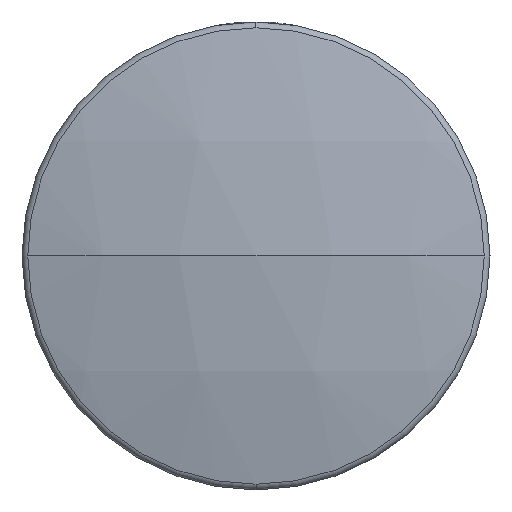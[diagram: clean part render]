
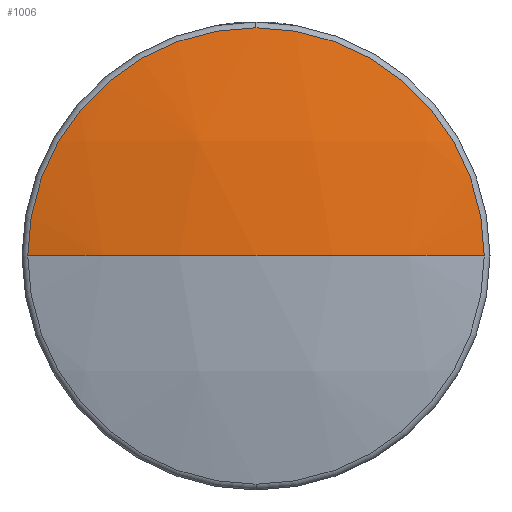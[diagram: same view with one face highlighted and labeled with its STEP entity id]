
A CAD part, left-side view. The second image highlights one B-rep face of the part: STEP entity #1006.
In plain terms, the highlighted spherical face has radius 105.667 mm.
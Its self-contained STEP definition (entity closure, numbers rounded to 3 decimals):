
#77 = DIRECTION ( 'NONE',  ( 0., 1., 0. ) ) ;
#86 = DIRECTION ( 'NONE',  ( 0., 0., -1. ) ) ;
#123 = ORIENTED_EDGE ( 'NONE', *, *, #2048, .T. ) ;
#134 = CARTESIAN_POINT ( 'NONE',  ( 105.667, 0., 0. ) ) ;
#405 = CARTESIAN_POINT ( 'NONE',  ( 2.852, 24.385, 0. ) ) ;
#408 = EDGE_CURVE ( 'NONE', #1603, #1875, #1778, .T. ) ;
#472 = ORIENTED_EDGE ( 'NONE', *, *, #926, .T. ) ;
#552 = AXIS2_PLACEMENT_3D ( 'NONE', #3129, #1607, #86 ) ;
#568 = CARTESIAN_POINT ( 'NONE',  ( 2.852, 0., 24.385 ) ) ;
#626 = VERTEX_POINT ( 'NONE', #726 ) ;
#697 = CIRCLE ( 'NONE', #2185, 105.667 ) ;
#726 = CARTESIAN_POINT ( 'NONE',  ( 2.852, -24.385, 0. ) ) ;
#775 = FACE_OUTER_BOUND ( 'NONE', #2771, .T. ) ;
#802 = EDGE_CURVE ( 'NONE', #1590, #1875, #697, .T. ) ;
#926 = EDGE_CURVE ( 'NONE', #626, #1603, #1870, .T. ) ;
#1006 = ADVANCED_FACE ( 'NONE', ( #775 ), #1314, .T. ) ;
#1091 = DIRECTION ( 'NONE',  ( 0., 0., 1. ) ) ;
#1110 = AXIS2_PLACEMENT_3D ( 'NONE', #2362, #1091, #77 ) ;
#1314 = SPHERICAL_SURFACE ( 'NONE', #1110, 105.667 ) ;
#1563 = CARTESIAN_POINT ( 'NONE',  ( 2.852, 0., 0. ) ) ;
#1590 = VERTEX_POINT ( 'NONE', #2071 ) ;
#1603 = VERTEX_POINT ( 'NONE', #568 ) ;
#1607 = DIRECTION ( 'NONE',  ( -1., 0., 0. ) ) ;
#1662 = AXIS2_PLACEMENT_3D ( 'NONE', #1563, #2586, #3134 ) ;
#1674 = CIRCLE ( 'NONE', #2524, 105.667 ) ;
#1778 = CIRCLE ( 'NONE', #552, 24.385 ) ;
#1870 = CIRCLE ( 'NONE', #1662, 24.385 ) ;
#1875 = VERTEX_POINT ( 'NONE', #405 ) ;
#2048 = EDGE_CURVE ( 'NONE', #1590, #626, #1674, .T. ) ;
#2071 = CARTESIAN_POINT ( 'NONE',  ( 0., 0., 0. ) ) ;
#2119 = DIRECTION ( 'NONE',  ( 0., 0., 1. ) ) ;
#2185 = AXIS2_PLACEMENT_3D ( 'NONE', #2945, #2487, #2695 ) ;
#2362 = CARTESIAN_POINT ( 'NONE',  ( 105.667, 0., 0. ) ) ;
#2411 = ORIENTED_EDGE ( 'NONE', *, *, #802, .F. ) ;
#2487 = DIRECTION ( 'NONE',  ( 0., 0., -1. ) ) ;
#2524 = AXIS2_PLACEMENT_3D ( 'NONE', #134, #2119, #2932 ) ;
#2586 = DIRECTION ( 'NONE',  ( -1., 0., 0. ) ) ;
#2695 = DIRECTION ( 'NONE',  ( -1., 0., 0. ) ) ;
#2771 = EDGE_LOOP ( 'NONE', ( #2411, #123, #472, #2921 ) ) ;
#2921 = ORIENTED_EDGE ( 'NONE', *, *, #408, .T. ) ;
#2932 = DIRECTION ( 'NONE',  ( 0., -1., 0. ) ) ;
#2945 = CARTESIAN_POINT ( 'NONE',  ( 105.667, 0., 0. ) ) ;
#3129 = CARTESIAN_POINT ( 'NONE',  ( 2.852, 0., 0. ) ) ;
#3134 = DIRECTION ( 'NONE',  ( 0., 0., -1. ) ) ;
